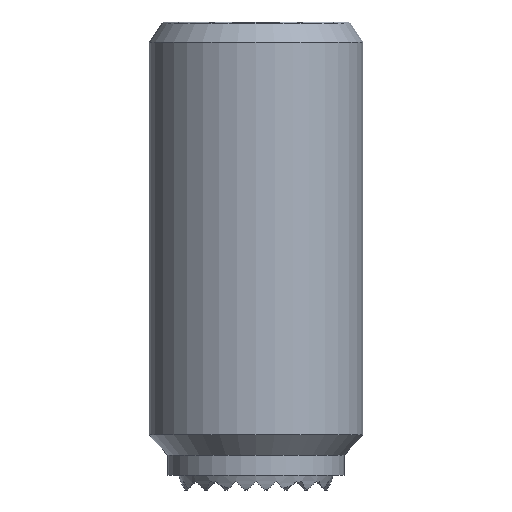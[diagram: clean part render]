
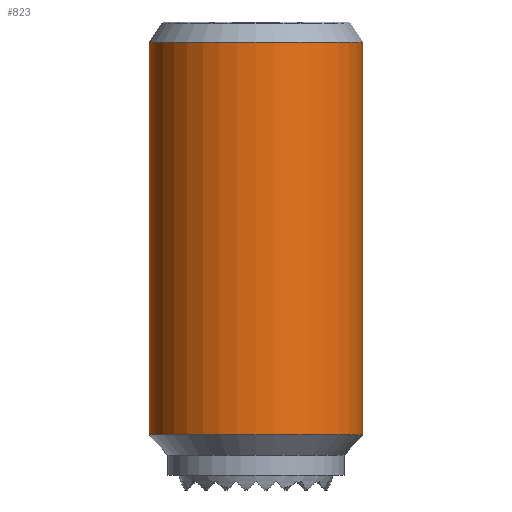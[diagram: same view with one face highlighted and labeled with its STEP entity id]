
A CAD part, front view. The second image highlights one B-rep face of the part: STEP entity #823.
In plain terms, the highlighted cylindrical face has radius 8 mm (diameter 16 mm), a partial arc.
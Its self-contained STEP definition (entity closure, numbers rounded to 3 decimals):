
#823=ADVANCED_FACE('',(#1650),#1651,.T.);
#1650=FACE_OUTER_BOUND('',#2487,.T.);
#1651=CYLINDRICAL_SURFACE('',#2488,8.0);
#2487=EDGE_LOOP('',(#4638,#4639,#4640,#4641));
#2488=AXIS2_PLACEMENT_3D('',#4642,#4643,#4644);
#4638=ORIENTED_EDGE('',*,*,#5582,.F.);
#4639=ORIENTED_EDGE('',*,*,#5583,.T.);
#4640=ORIENTED_EDGE('',*,*,#5584,.F.);
#4641=ORIENTED_EDGE('',*,*,#5578,.F.);
#4642=CARTESIAN_POINT('',(0.0,0.,-16.192));
#4643=DIRECTION('',(0.0,0.0,1.0));
#4644=DIRECTION('',(-1.0,0.,0.0));
#5578=EDGE_CURVE('',#6708,#6711,#6712,.T.);
#5582=EDGE_CURVE('',#6717,#6708,#6718,.T.);
#5583=EDGE_CURVE('',#6717,#6719,#6720,.T.);
#5584=EDGE_CURVE('',#6711,#6719,#6721,.T.);
#6708=VERTEX_POINT('',#8340);
#6711=VERTEX_POINT('',#8344);
#6712=CIRCLE('',#8345,8.0);
#6717=VERTEX_POINT('',#8351);
#6718=LINE('',#8352,#8353);
#6719=VERTEX_POINT('',#8354);
#6720=CIRCLE('',#8355,8.0);
#6721=LINE('',#8356,#8357);
#8340=CARTESIAN_POINT('',(-8.0,0.,-1.5));
#8344=CARTESIAN_POINT('',(8.0,0.,-1.5));
#8345=AXIS2_PLACEMENT_3D('',#9154,#9155,#9156);
#8351=CARTESIAN_POINT('',(-8.0,0.,-30.884));
#8352=CARTESIAN_POINT('',(-8.0,0.,-16.192));
#8353=VECTOR('',#9161,1.0);
#8354=CARTESIAN_POINT('',(8.0,0.,-30.884));
#8355=AXIS2_PLACEMENT_3D('',#9162,#9163,#9164);
#8356=CARTESIAN_POINT('',(8.0,0.,-16.192));
#8357=VECTOR('',#9165,1.0);
#9154=CARTESIAN_POINT('',(0.0,0.,-1.5));
#9155=DIRECTION('',(0.0,0.0,1.0));
#9156=DIRECTION('',(-1.0,0.,0.0));
#9161=DIRECTION('',(0.0,0.0,1.0));
#9162=CARTESIAN_POINT('',(0.0,0.,-30.884));
#9163=DIRECTION('',(0.0,0.0,1.0));
#9164=DIRECTION('',(-1.0,0.,0.0));
#9165=DIRECTION('',(-0.0,-0.0,-1.0));
